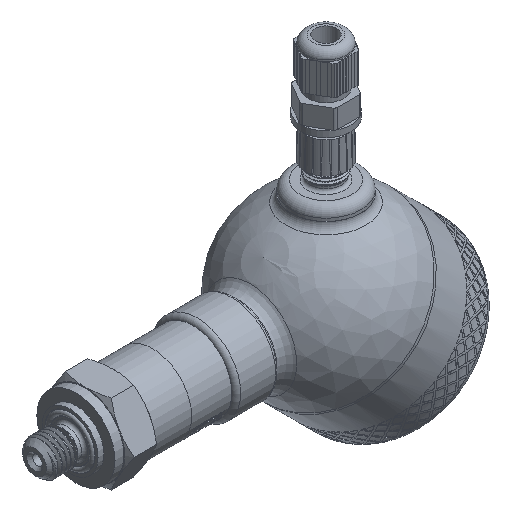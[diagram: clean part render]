
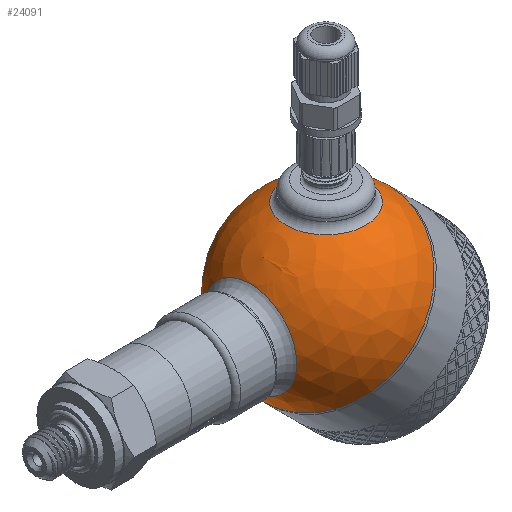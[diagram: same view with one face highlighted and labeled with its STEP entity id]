
A CAD part, isometric view. The second image highlights one B-rep face of the part: STEP entity #24091.
In plain terms, the highlighted spherical face has radius 30 mm.
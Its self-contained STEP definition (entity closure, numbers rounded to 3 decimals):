
#56=SPHERICAL_SURFACE('',#25576,30.);
#141=FACE_BOUND('',#3454,.T.);
#142=FACE_BOUND('',#3455,.T.);
#1879=FACE_OUTER_BOUND('',#3453,.T.);
#3453=EDGE_LOOP('',(#17581,#17582,#17583,#17584));
#3454=EDGE_LOOP('',(#17585));
#3455=EDGE_LOOP('',(#17586));
#4896=CIRCLE('',#25498,30.);
#4897=CIRCLE('',#25499,30.);
#4924=CIRCLE('',#25572,13.5);
#4927=CIRCLE('',#25577,30.);
#4928=CIRCLE('',#25578,15.643);
#9473=VERTEX_POINT('',#31831);
#9474=VERTEX_POINT('',#31833);
#9973=VERTEX_POINT('',#38220);
#9975=VERTEX_POINT('',#38227);
#9976=VERTEX_POINT('',#38229);
#12059=EDGE_CURVE('',#9473,#9474,#4896,.T.);
#12060=EDGE_CURVE('',#9474,#9473,#4897,.T.);
#12811=EDGE_CURVE('',#9973,#9973,#4924,.T.);
#12814=EDGE_CURVE('',#9474,#9975,#4927,.T.);
#12815=EDGE_CURVE('',#9976,#9976,#4928,.T.);
#17581=ORIENTED_EDGE('',*,*,#12060,.F.);
#17582=ORIENTED_EDGE('',*,*,#12814,.T.);
#17583=ORIENTED_EDGE('',*,*,#12814,.F.);
#17584=ORIENTED_EDGE('',*,*,#12059,.F.);
#17585=ORIENTED_EDGE('',*,*,#12815,.F.);
#17586=ORIENTED_EDGE('',*,*,#12811,.F.);
#24091=ADVANCED_FACE('',(#1879,#141,#142),#56,.T.);
#25498=AXIS2_PLACEMENT_3D('',#31834,#26874,#26875);
#25499=AXIS2_PLACEMENT_3D('',#31835,#26876,#26877);
#25572=AXIS2_PLACEMENT_3D('',#38221,#27286,#27287);
#25576=AXIS2_PLACEMENT_3D('',#38226,#27294,#27295);
#25577=AXIS2_PLACEMENT_3D('',#38228,#27296,#27297);
#25578=AXIS2_PLACEMENT_3D('',#38230,#27298,#27299);
#26874=DIRECTION('center_axis',(1.,0.,0.));
#26875=DIRECTION('ref_axis',(0.,1.,0.));
#26876=DIRECTION('center_axis',(1.,0.,0.));
#26877=DIRECTION('ref_axis',(0.,1.,0.));
#27286=DIRECTION('center_axis',(-0.707,0.,-0.707));
#27287=DIRECTION('ref_axis',(-0.707,0.,0.707));
#27294=DIRECTION('center_axis',(1.,0.,0.));
#27295=DIRECTION('ref_axis',(0.,-1.,0.));
#27296=DIRECTION('center_axis',(0.,0.,1.));
#27297=DIRECTION('ref_axis',(0.,1.,0.));
#27298=DIRECTION('center_axis',(-0.707,0.,0.707));
#27299=DIRECTION('ref_axis',(0.707,0.,0.707));
#31831=CARTESIAN_POINT('',(0.,-30.,0.));
#31833=CARTESIAN_POINT('',(0.,30.,0.));
#31834=CARTESIAN_POINT('Origin',(0.,0.,0.));
#31835=CARTESIAN_POINT('Origin',(0.,0.,0.));
#38220=CARTESIAN_POINT('',(-9.398,0.,-28.49));
#38221=CARTESIAN_POINT('Origin',(-18.944,0.,-18.944));
#38226=CARTESIAN_POINT('Origin',(0.,0.,0.));
#38227=CARTESIAN_POINT('',(-30.,0.,0.));
#38228=CARTESIAN_POINT('Origin',(0.,0.,0.));
#38229=CARTESIAN_POINT('',(-29.162,0.,7.04));
#38230=CARTESIAN_POINT('Origin',(-18.101,0.,18.101));
